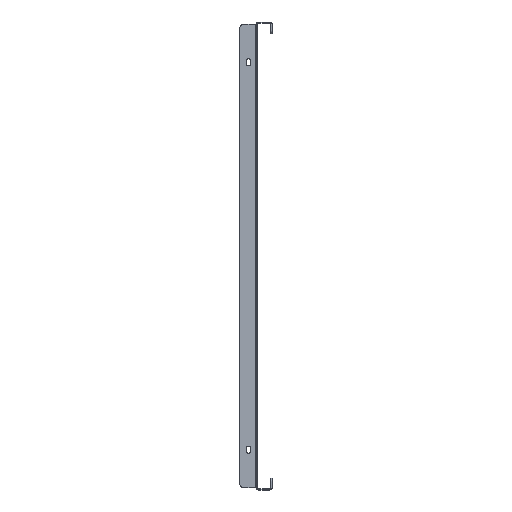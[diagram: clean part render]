
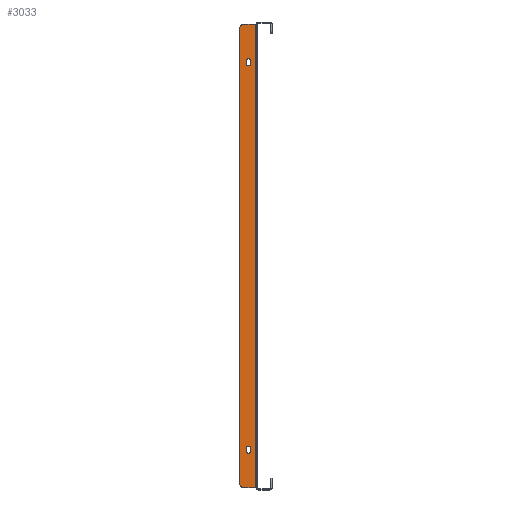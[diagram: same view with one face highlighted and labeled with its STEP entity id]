
A CAD part, left-side view. The second image highlights one B-rep face of the part: STEP entity #3033.
In plain terms, the highlighted planar face has unit normal (-1, 0, 0).
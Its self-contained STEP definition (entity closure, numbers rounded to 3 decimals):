
#134 = CARTESIAN_POINT ( 'NONE',  ( -346., 10., -245.25 ) ) ;
#287 = FACE_OUTER_BOUND ( 'NONE', #21458, .T. ) ;
#383 = ORIENTED_EDGE ( 'NONE', *, *, #17222, .F. ) ;
#641 = CARTESIAN_POINT ( 'NONE',  ( -346., 10., 245.25 ) ) ;
#792 = EDGE_CURVE ( 'NONE', #14717, #10268, #19993, .T. ) ;
#1266 = EDGE_CURVE ( 'NONE', #25291, #9470, #13947, .T. ) ;
#1547 = CARTESIAN_POINT ( 'NONE',  ( -346., 7.25, 248.75 ) ) ;
#1563 = ORIENTED_EDGE ( 'NONE', *, *, #1266, .F. ) ;
#2550 = AXIS2_PLACEMENT_3D ( 'NONE', #21829, #15419, #13491 ) ;
#3033 = ADVANCED_FACE ( 'NONE', ( #18788, #14684, #287 ), #4559, .T. ) ;
#3072 = LINE ( 'NONE', #13482, #10999 ) ;
#3545 = CARTESIAN_POINT ( 'NONE',  ( -346., 21., -295.5 ) ) ;
#3641 = VERTEX_POINT ( 'NONE', #15599 ) ;
#3645 = EDGE_CURVE ( 'NONE', #3641, #14717, #5337, .T. ) ;
#3803 = ORIENTED_EDGE ( 'NONE', *, *, #18332, .T. ) ;
#3958 = EDGE_CURVE ( 'NONE', #12085, #13643, #14757, .T. ) ;
#4260 = CIRCLE ( 'NONE', #19544, 2.75 ) ;
#4325 = ORIENTED_EDGE ( 'NONE', *, *, #3958, .F. ) ;
#4559 = PLANE ( 'NONE',  #5661 ) ;
#4595 = DIRECTION ( 'NONE',  ( 0., 0., 1. ) ) ;
#4688 = CARTESIAN_POINT ( 'NONE',  ( -346., 0., 0. ) ) ;
#4885 = CARTESIAN_POINT ( 'NONE',  ( -346., 7.25, -248.75 ) ) ;
#4962 = VERTEX_POINT ( 'NONE', #23428 ) ;
#5337 = LINE ( 'NONE', #13678, #17480 ) ;
#5661 = AXIS2_PLACEMENT_3D ( 'NONE', #4688, #10455, #20837 ) ;
#5852 = ORIENTED_EDGE ( 'NONE', *, *, #17561, .F. ) ;
#5879 = ORIENTED_EDGE ( 'NONE', *, *, #22152, .T. ) ;
#6155 = DIRECTION ( 'NONE',  ( 0., -1., 0. ) ) ;
#6331 = CARTESIAN_POINT ( 'NONE',  ( -346., 12.75, 245.25 ) ) ;
#6393 = DIRECTION ( 'NONE',  ( 0., -1., 0. ) ) ;
#6421 = EDGE_CURVE ( 'NONE', #25291, #13643, #3072, .T. ) ;
#6876 = CARTESIAN_POINT ( 'NONE',  ( -346., 16., 295.5 ) ) ;
#7207 = CARTESIAN_POINT ( 'NONE',  ( -346., 21., -290.5 ) ) ;
#7420 = CARTESIAN_POINT ( 'NONE',  ( -346., 10., -248.75 ) ) ;
#8954 = CARTESIAN_POINT ( 'NONE',  ( -346., 10., 248.75 ) ) ;
#9267 = ORIENTED_EDGE ( 'NONE', *, *, #792, .F. ) ;
#9470 = VERTEX_POINT ( 'NONE', #22473 ) ;
#9928 = VECTOR ( 'NONE', #4595, 1000. ) ;
#10130 = VECTOR ( 'NONE', #15206, 1000. ) ;
#10268 = VERTEX_POINT ( 'NONE', #4885 ) ;
#10363 = VERTEX_POINT ( 'NONE', #7207 ) ;
#10455 = DIRECTION ( 'NONE',  ( -1., 0., 0. ) ) ;
#10761 = LINE ( 'NONE', #25244, #9928 ) ;
#10832 = LINE ( 'NONE', #10969, #10130 ) ;
#10873 = CIRCLE ( 'NONE', #27003, 5. ) ;
#10957 = DIRECTION ( 'NONE',  ( 0., 0., -1. ) ) ;
#10969 = CARTESIAN_POINT ( 'NONE',  ( -346., 7.25, 245.25 ) ) ;
#10999 = VECTOR ( 'NONE', #15270, 1000. ) ;
#11157 = EDGE_CURVE ( 'NONE', #4962, #26464, #10832, .T. ) ;
#12085 = VERTEX_POINT ( 'NONE', #6876 ) ;
#12606 = CIRCLE ( 'NONE', #2550, 5. ) ;
#12612 = VECTOR ( 'NONE', #20236, 1000. ) ;
#12651 = EDGE_LOOP ( 'NONE', ( #12668, #16856, #25860, #13719 ) ) ;
#12668 = ORIENTED_EDGE ( 'NONE', *, *, #16881, .F. ) ;
#13262 = EDGE_LOOP ( 'NONE', ( #5852, #383, #9267, #20461 ) ) ;
#13482 = CARTESIAN_POINT ( 'NONE',  ( -346., 1.5, 0. ) ) ;
#13491 = DIRECTION ( 'NONE',  ( 0., -1., 0. ) ) ;
#13643 = VERTEX_POINT ( 'NONE', #14010 ) ;
#13678 = CARTESIAN_POINT ( 'NONE',  ( -346., 12.75, -245.25 ) ) ;
#13719 = ORIENTED_EDGE ( 'NONE', *, *, #11157, .F. ) ;
#13947 = LINE ( 'NONE', #3545, #12612 ) ;
#14002 = VERTEX_POINT ( 'NONE', #19917 ) ;
#14010 = CARTESIAN_POINT ( 'NONE',  ( -346., 1.5, 295.5 ) ) ;
#14012 = AXIS2_PLACEMENT_3D ( 'NONE', #8954, #23847, #15515 ) ;
#14216 = CARTESIAN_POINT ( 'NONE',  ( -346., 12.75, 245.25 ) ) ;
#14353 = LINE ( 'NONE', #14216, #14986 ) ;
#14629 = DIRECTION ( 'NONE',  ( -1., 0., 0. ) ) ;
#14684 = FACE_BOUND ( 'NONE', #13262, .T. ) ;
#14717 = VERTEX_POINT ( 'NONE', #21236 ) ;
#14757 = LINE ( 'NONE', #25271, #26201 ) ;
#14986 = VECTOR ( 'NONE', #26916, 1000. ) ;
#15052 = ORIENTED_EDGE ( 'NONE', *, *, #6421, .T. ) ;
#15179 = AXIS2_PLACEMENT_3D ( 'NONE', #641, #14629, #22964 ) ;
#15206 = DIRECTION ( 'NONE',  ( 0., 0., 1. ) ) ;
#15251 = CARTESIAN_POINT ( 'NONE',  ( -346., 1.5, -295.5 ) ) ;
#15270 = DIRECTION ( 'NONE',  ( 0., 0., 1. ) ) ;
#15419 = DIRECTION ( 'NONE',  ( -1., 0., 0. ) ) ;
#15515 = DIRECTION ( 'NONE',  ( 0., -1., 0. ) ) ;
#15599 = CARTESIAN_POINT ( 'NONE',  ( -346., 12.75, -245.25 ) ) ;
#15610 = CIRCLE ( 'NONE', #15179, 2.75 ) ;
#15688 = VERTEX_POINT ( 'NONE', #21818 ) ;
#15942 = DIRECTION ( 'NONE',  ( -1., 0., 0. ) ) ;
#16006 = EDGE_CURVE ( 'NONE', #10363, #15688, #25202, .T. ) ;
#16856 = ORIENTED_EDGE ( 'NONE', *, *, #26912, .F. ) ;
#16881 = EDGE_CURVE ( 'NONE', #19001, #4962, #15610, .T. ) ;
#17222 = EDGE_CURVE ( 'NONE', #10268, #14002, #10761, .T. ) ;
#17480 = VECTOR ( 'NONE', #10957, 1000. ) ;
#17561 = EDGE_CURVE ( 'NONE', #14002, #3641, #4260, .T. ) ;
#18332 = EDGE_CURVE ( 'NONE', #10363, #9470, #12606, .T. ) ;
#18788 = FACE_BOUND ( 'NONE', #12651, .T. ) ;
#19001 = VERTEX_POINT ( 'NONE', #6331 ) ;
#19256 = CIRCLE ( 'NONE', #14012, 2.75 ) ;
#19544 = AXIS2_PLACEMENT_3D ( 'NONE', #134, #15942, #22089 ) ;
#19917 = CARTESIAN_POINT ( 'NONE',  ( -346., 7.25, -245.25 ) ) ;
#19993 = CIRCLE ( 'NONE', #21312, 2.75 ) ;
#19996 = ORIENTED_EDGE ( 'NONE', *, *, #16006, .F. ) ;
#20236 = DIRECTION ( 'NONE',  ( 0., 1., 0. ) ) ;
#20461 = ORIENTED_EDGE ( 'NONE', *, *, #3645, .F. ) ;
#20837 = DIRECTION ( 'NONE',  ( 0., -1., 0. ) ) ;
#21148 = CARTESIAN_POINT ( 'NONE',  ( -346., 16., 290.5 ) ) ;
#21236 = CARTESIAN_POINT ( 'NONE',  ( -346., 12.75, -248.75 ) ) ;
#21312 = AXIS2_PLACEMENT_3D ( 'NONE', #7420, #24100, #24505 ) ;
#21458 = EDGE_LOOP ( 'NONE', ( #4325, #5879, #19996, #3803, #1563, #15052 ) ) ;
#21818 = CARTESIAN_POINT ( 'NONE',  ( -346., 21., 290.5 ) ) ;
#21829 = CARTESIAN_POINT ( 'NONE',  ( -346., 16., -290.5 ) ) ;
#22089 = DIRECTION ( 'NONE',  ( 0., 1., 0. ) ) ;
#22152 = EDGE_CURVE ( 'NONE', #12085, #15688, #10873, .T. ) ;
#22473 = CARTESIAN_POINT ( 'NONE',  ( -346., 16., -295.5 ) ) ;
#22516 = VERTEX_POINT ( 'NONE', #25716 ) ;
#22964 = DIRECTION ( 'NONE',  ( 0., -1., 0. ) ) ;
#22986 = VECTOR ( 'NONE', #25597, 1000. ) ;
#23210 = DIRECTION ( 'NONE',  ( -1., 0., 0. ) ) ;
#23302 = CARTESIAN_POINT ( 'NONE',  ( -346., 21., 295.5 ) ) ;
#23428 = CARTESIAN_POINT ( 'NONE',  ( -346., 7.25, 245.25 ) ) ;
#23847 = DIRECTION ( 'NONE',  ( -1., 0., 0. ) ) ;
#24100 = DIRECTION ( 'NONE',  ( -1., 0., 0. ) ) ;
#24505 = DIRECTION ( 'NONE',  ( 0., 1., 0. ) ) ;
#25202 = LINE ( 'NONE', #23302, #22986 ) ;
#25244 = CARTESIAN_POINT ( 'NONE',  ( -346., 7.25, -245.25 ) ) ;
#25271 = CARTESIAN_POINT ( 'NONE',  ( -346., 0., 295.5 ) ) ;
#25291 = VERTEX_POINT ( 'NONE', #15251 ) ;
#25386 = EDGE_CURVE ( 'NONE', #26464, #22516, #19256, .T. ) ;
#25597 = DIRECTION ( 'NONE',  ( 0., 0., 1. ) ) ;
#25716 = CARTESIAN_POINT ( 'NONE',  ( -346., 12.75, 248.75 ) ) ;
#25860 = ORIENTED_EDGE ( 'NONE', *, *, #25386, .F. ) ;
#26201 = VECTOR ( 'NONE', #6155, 1000. ) ;
#26464 = VERTEX_POINT ( 'NONE', #1547 ) ;
#26912 = EDGE_CURVE ( 'NONE', #22516, #19001, #14353, .T. ) ;
#26916 = DIRECTION ( 'NONE',  ( 0., 0., -1. ) ) ;
#27003 = AXIS2_PLACEMENT_3D ( 'NONE', #21148, #23210, #6393 ) ;
